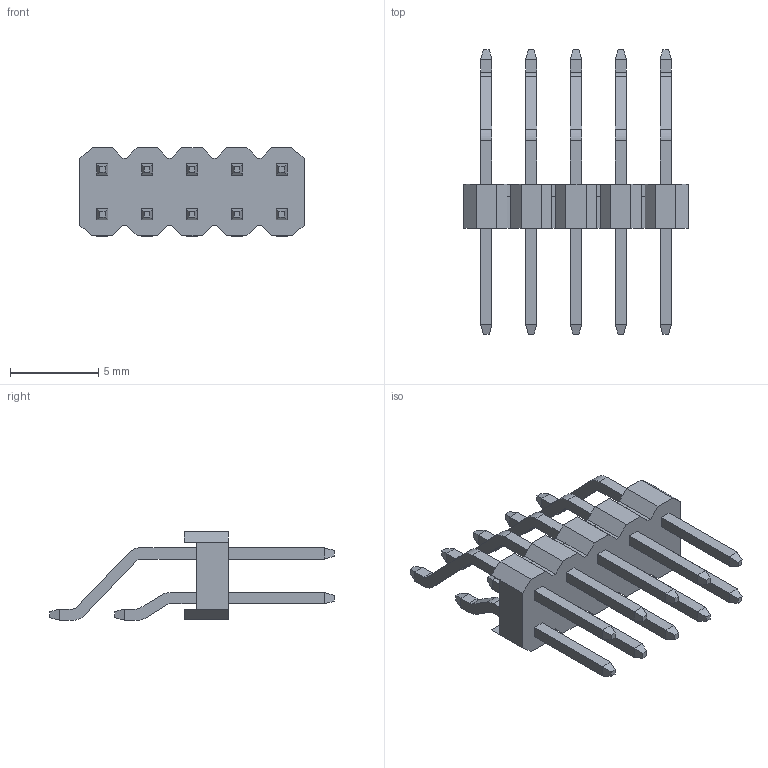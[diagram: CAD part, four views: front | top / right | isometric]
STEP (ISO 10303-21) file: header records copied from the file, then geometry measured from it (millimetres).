
FILE_DESCRIPTION(('STEP AP214'),'1');
FILE_NAME('pin_header_a-sl254-da-g10mp1.stp','2022-06-03T01:11:55',('TraceParts'),('TraceParts S.A.'),'Spatial InterOp 3D',' ',' ');
FILE_SCHEMA(('AUTOMOTIVE_DESIGN { 1 0 10303 214 1 1 1 1 }'));
Length unit declared in the file: millimetre
Products named in the file (1): pin_header_a-sl254-da-g10mp1
Bounding box: 12.7 x 16.12 x 5.02 mm (x, y, z)
Volume: 166 mm3; surface area: 553.1 mm2
Topology: 1 solids, 1 shells, 306 faces, 772 edges, 488 vertices
Faces by surface type: plane 266, cylinder 40
Entity records: 11420 total; most frequent: CARTESIAN_POINT 1567, ORIENTED_EDGE 1544, DIRECTION 1466, EDGE_CURVE 772, LINE 692, VECTOR 692, VERTEX_POINT 488, AXIS2_PLACEMENT_3D 387
